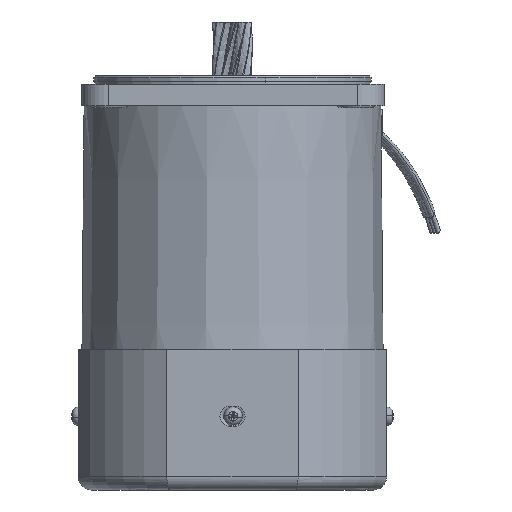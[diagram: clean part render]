
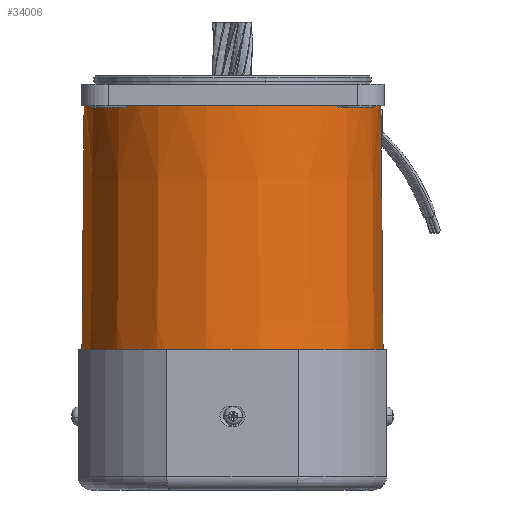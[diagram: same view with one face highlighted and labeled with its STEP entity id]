
A CAD part, left-side view. The second image highlights one B-rep face of the part: STEP entity #34006.
In plain terms, the highlighted conical face has half-angle 0.5 degrees and reference radius 45.1 mm.
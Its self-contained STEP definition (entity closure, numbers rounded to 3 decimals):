
#20883 = CARTESIAN_POINT ( 'NONE',  ( 11.504, 0., -45. ) ) ;
#20892 = CARTESIAN_POINT ( 'NONE',  ( 11.504, 0., 45. ) ) ;
#21214 = DIRECTION ( 'NONE',  ( 1., 0., 0. ) ) ;
#21227 = AXIS2_PLACEMENT_3D ( 'NONE', #21244, #21214, #21228 ) ;
#21228 = DIRECTION ( 'NONE',  ( 0., 0., -1. ) ) ;
#21235 = CIRCLE ( 'NONE', #21227, 44.24 ) ;
#21244 = CARTESIAN_POINT ( 'NONE',  ( 98.5, 0., 0. ) ) ;
#21435 = FACE_OUTER_BOUND ( 'NONE', #34015, .T. ) ;
#21437 = CONICAL_SURFACE ( 'NONE', #21485, 45.1, 0.009 ) ;
#21466 = DIRECTION ( 'NONE',  ( -1., 0., -0.009 ) ) ;
#21467 = VECTOR ( 'NONE', #21466, 1000. ) ;
#21468 = CARTESIAN_POINT ( 'NONE',  ( 0., 0., -45.1 ) ) ;
#21469 = LINE ( 'NONE', #21468, #21467 ) ;
#21475 = CARTESIAN_POINT ( 'NONE',  ( 98.5, 0., -44.24 ) ) ;
#21476 = DIRECTION ( 'NONE',  ( 0., 0., 1. ) ) ;
#21477 = DIRECTION ( 'NONE',  ( 1., 0., 0. ) ) ;
#21478 = AXIS2_PLACEMENT_3D ( 'NONE', #21484, #21477, #21476 ) ;
#21479 = DIRECTION ( 'NONE',  ( 0., 0., -1. ) ) ;
#21482 = CIRCLE ( 'NONE', #21478, 45. ) ;
#21483 = DIRECTION ( 'NONE',  ( -1., 0., 0. ) ) ;
#21484 = CARTESIAN_POINT ( 'NONE',  ( 11.504, 0., 0. ) ) ;
#21485 = AXIS2_PLACEMENT_3D ( 'NONE', #21490, #21483, #21479 ) ;
#21490 = CARTESIAN_POINT ( 'NONE',  ( 0., 0., 0. ) ) ;
#21511 = DIRECTION ( 'NONE',  ( -1., 0., 0.009 ) ) ;
#21512 = VECTOR ( 'NONE', #21511, 1000. ) ;
#21513 = CARTESIAN_POINT ( 'NONE',  ( 0., 0., 45.1 ) ) ;
#21514 = LINE ( 'NONE', #21513, #21512 ) ;
#21518 = CARTESIAN_POINT ( 'NONE',  ( 98.5, 0., 44.24 ) ) ;
#33781 = VERTEX_POINT ( 'NONE', #20892 ) ;
#33794 = VERTEX_POINT ( 'NONE', #20883 ) ;
#34006 = ADVANCED_FACE ( 'NONE', ( #21435 ), #21437, .T. ) ;
#34010 = EDGE_CURVE ( 'NONE', #33781, #33794, #21482, .T. ) ;
#34011 = ORIENTED_EDGE ( 'NONE', *, *, #34010, .T. ) ;
#34014 = EDGE_CURVE ( 'NONE', #34018, #33794, #21469, .T. ) ;
#34015 = EDGE_LOOP ( 'NONE', ( #34029, #34026, #34011, #34027 ) ) ;
#34018 = VERTEX_POINT ( 'NONE', #21475 ) ;
#34022 = EDGE_CURVE ( 'NONE', #34023, #34018, #21235, .T. ) ;
#34023 = VERTEX_POINT ( 'NONE', #21518 ) ;
#34025 = EDGE_CURVE ( 'NONE', #34023, #33781, #21514, .T. ) ;
#34026 = ORIENTED_EDGE ( 'NONE', *, *, #34025, .T. ) ;
#34027 = ORIENTED_EDGE ( 'NONE', *, *, #34014, .F. ) ;
#34029 = ORIENTED_EDGE ( 'NONE', *, *, #34022, .F. ) ;
